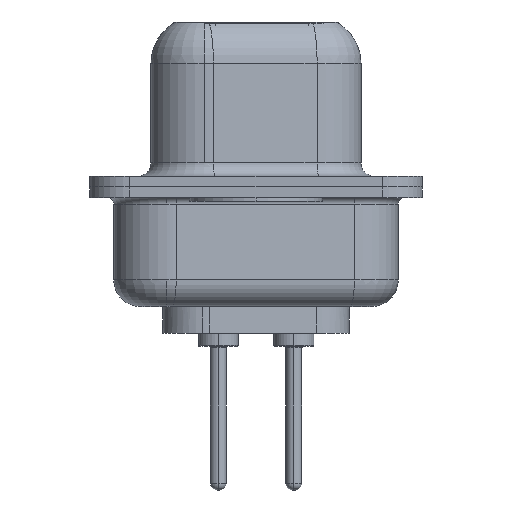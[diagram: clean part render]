
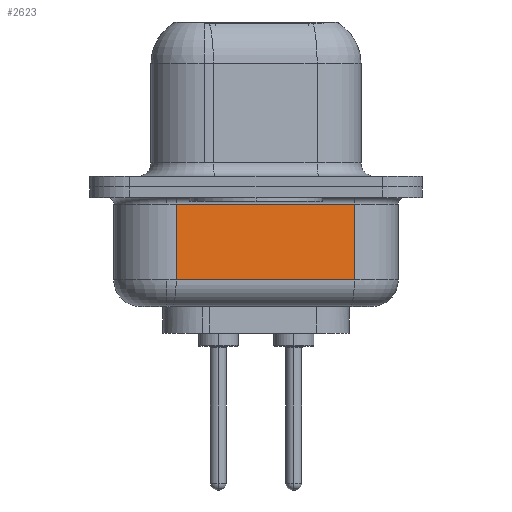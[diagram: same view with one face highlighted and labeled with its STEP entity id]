
A CAD part, left-side view. The second image highlights one B-rep face of the part: STEP entity #2623.
In plain terms, the highlighted planar face has unit normal (-0.985, -0.174, 0).
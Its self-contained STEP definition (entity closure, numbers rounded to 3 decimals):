
#771 = VERTEX_POINT ( 'NONE', #7299 ) ;
#1243 = CARTESIAN_POINT ( 'NONE',  ( 2.88, 3.003, -4.5 ) ) ;
#1511 = ORIENTED_EDGE ( 'NONE', *, *, #4087, .T. ) ;
#2275 = LINE ( 'NONE', #9829, #4518 ) ;
#2452 = VERTEX_POINT ( 'NONE', #6101 ) ;
#2623 = ADVANCED_FACE ( 'NONE', ( #12870 ), #6379, .F. ) ;
#2758 = DIRECTION ( 'NONE',  ( 0., 0., 1. ) ) ;
#3175 = LINE ( 'NONE', #6299, #8205 ) ;
#3251 = DIRECTION ( 'NONE',  ( 0.985, 0.174, 0. ) ) ;
#3901 = CARTESIAN_POINT ( 'NONE',  ( 4.062, -3.697, -3.5 ) ) ;
#4087 = EDGE_CURVE ( 'NONE', #2452, #771, #2275, .T. ) ;
#4518 = VECTOR ( 'NONE', #9633, 1000. ) ;
#5119 = LINE ( 'NONE', #9041, #10641 ) ;
#5211 = ORIENTED_EDGE ( 'NONE', *, *, #11130, .T. ) ;
#6101 = CARTESIAN_POINT ( 'NONE',  ( 4.062, -3.697, -0.65 ) ) ;
#6236 = DIRECTION ( 'NONE',  ( 0.174, -0.985, 0. ) ) ;
#6299 = CARTESIAN_POINT ( 'NONE',  ( 2.88, 3.003, -3.5 ) ) ;
#6379 = PLANE ( 'NONE',  #7145 ) ;
#7145 = AXIS2_PLACEMENT_3D ( 'NONE', #1243, #3251, #7481 ) ;
#7299 = CARTESIAN_POINT ( 'NONE',  ( 2.88, 3.003, -0.65 ) ) ;
#7481 = DIRECTION ( 'NONE',  ( -0.174, 0.985, 0. ) ) ;
#7702 = VERTEX_POINT ( 'NONE', #3901 ) ;
#8031 = LINE ( 'NONE', #12234, #9352 ) ;
#8205 = VECTOR ( 'NONE', #6236, 1000. ) ;
#9041 = CARTESIAN_POINT ( 'NONE',  ( 2.88, 3.003, -4.5 ) ) ;
#9118 = EDGE_LOOP ( 'NONE', ( #13010, #5211, #11217, #1511 ) ) ;
#9352 = VECTOR ( 'NONE', #2758, 1000. ) ;
#9633 = DIRECTION ( 'NONE',  ( -0.174, 0.985, 0. ) ) ;
#9829 = CARTESIAN_POINT ( 'NONE',  ( 2.88, 3.003, -0.65 ) ) ;
#10473 = VERTEX_POINT ( 'NONE', #12271 ) ;
#10641 = VECTOR ( 'NONE', #12444, 1000. ) ;
#10962 = EDGE_CURVE ( 'NONE', #10473, #771, #5119, .T. ) ;
#11130 = EDGE_CURVE ( 'NONE', #10473, #7702, #3175, .T. ) ;
#11217 = ORIENTED_EDGE ( 'NONE', *, *, #13639, .T. ) ;
#12234 = CARTESIAN_POINT ( 'NONE',  ( 4.062, -3.697, -4.5 ) ) ;
#12271 = CARTESIAN_POINT ( 'NONE',  ( 2.88, 3.003, -3.5 ) ) ;
#12444 = DIRECTION ( 'NONE',  ( 0., 0., 1. ) ) ;
#12870 = FACE_OUTER_BOUND ( 'NONE', #9118, .T. ) ;
#13010 = ORIENTED_EDGE ( 'NONE', *, *, #10962, .F. ) ;
#13639 = EDGE_CURVE ( 'NONE', #7702, #2452, #8031, .T. ) ;
